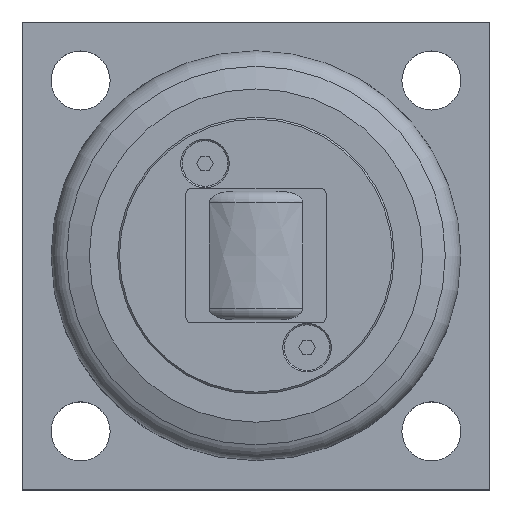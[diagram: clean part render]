
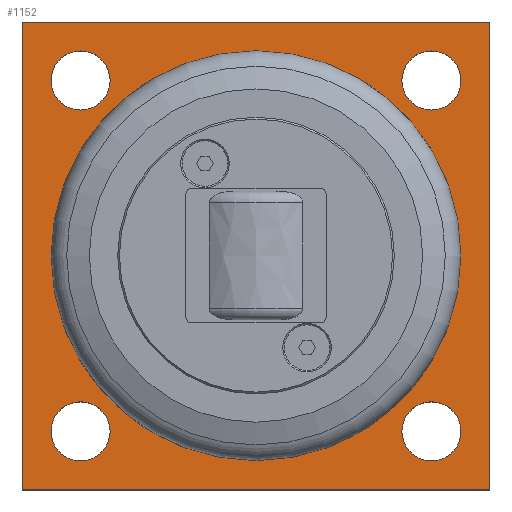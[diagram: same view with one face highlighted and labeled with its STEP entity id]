
A CAD part, top view. The second image highlights one B-rep face of the part: STEP entity #1152.
In plain terms, the highlighted planar face has unit normal (0, 0, 1).
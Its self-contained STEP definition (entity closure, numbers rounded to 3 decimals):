
#61=FACE_BOUND('',#256,.T.);
#62=FACE_BOUND('',#257,.T.);
#63=FACE_BOUND('',#258,.T.);
#64=FACE_BOUND('',#259,.T.);
#65=FACE_BOUND('',#260,.T.);
#109=CIRCLE('',#1271,23.5);
#110=CIRCLE('',#1272,5.053);
#111=CIRCLE('',#1273,5.053);
#112=CIRCLE('',#1274,5.053);
#113=CIRCLE('',#1275,5.053);
#114=CIRCLE('',#1276,5.053);
#115=CIRCLE('',#1277,5.053);
#116=CIRCLE('',#1278,5.053);
#117=CIRCLE('',#1279,5.053);
#184=FACE_OUTER_BOUND('',#255,.T.);
#255=EDGE_LOOP('',(#944,#945,#946,#947));
#256=EDGE_LOOP('',(#948));
#257=EDGE_LOOP('',(#949,#950));
#258=EDGE_LOOP('',(#951,#952));
#259=EDGE_LOOP('',(#953,#954));
#260=EDGE_LOOP('',(#955,#956));
#354=LINE('',#1957,#439);
#355=LINE('',#1959,#440);
#356=LINE('',#1961,#441);
#357=LINE('',#1962,#442);
#439=VECTOR('',#1544,10.);
#440=VECTOR('',#1545,10.);
#441=VECTOR('',#1546,10.);
#442=VECTOR('',#1547,10.);
#533=VERTEX_POINT('',#1955);
#534=VERTEX_POINT('',#1956);
#535=VERTEX_POINT('',#1958);
#536=VERTEX_POINT('',#1960);
#537=VERTEX_POINT('',#1963);
#538=VERTEX_POINT('',#1965);
#539=VERTEX_POINT('',#1966);
#540=VERTEX_POINT('',#1969);
#541=VERTEX_POINT('',#1970);
#542=VERTEX_POINT('',#1973);
#543=VERTEX_POINT('',#1974);
#544=VERTEX_POINT('',#1977);
#545=VERTEX_POINT('',#1978);
#681=EDGE_CURVE('',#533,#534,#354,.T.);
#682=EDGE_CURVE('',#535,#533,#355,.T.);
#683=EDGE_CURVE('',#536,#535,#356,.T.);
#684=EDGE_CURVE('',#534,#536,#357,.T.);
#685=EDGE_CURVE('',#537,#537,#109,.T.);
#686=EDGE_CURVE('',#538,#539,#110,.T.);
#687=EDGE_CURVE('',#539,#538,#111,.T.);
#688=EDGE_CURVE('',#540,#541,#112,.T.);
#689=EDGE_CURVE('',#541,#540,#113,.T.);
#690=EDGE_CURVE('',#542,#543,#114,.T.);
#691=EDGE_CURVE('',#543,#542,#115,.T.);
#692=EDGE_CURVE('',#544,#545,#116,.T.);
#693=EDGE_CURVE('',#545,#544,#117,.T.);
#944=ORIENTED_EDGE('',*,*,#681,.F.);
#945=ORIENTED_EDGE('',*,*,#682,.F.);
#946=ORIENTED_EDGE('',*,*,#683,.F.);
#947=ORIENTED_EDGE('',*,*,#684,.F.);
#948=ORIENTED_EDGE('',*,*,#685,.T.);
#949=ORIENTED_EDGE('',*,*,#686,.T.);
#950=ORIENTED_EDGE('',*,*,#687,.T.);
#951=ORIENTED_EDGE('',*,*,#688,.T.);
#952=ORIENTED_EDGE('',*,*,#689,.T.);
#953=ORIENTED_EDGE('',*,*,#690,.T.);
#954=ORIENTED_EDGE('',*,*,#691,.T.);
#955=ORIENTED_EDGE('',*,*,#692,.T.);
#956=ORIENTED_EDGE('',*,*,#693,.T.);
#1101=PLANE('',#1270);
#1152=ADVANCED_FACE('',(#184,#61,#62,#63,#64,#65),#1101,.T.);
#1270=AXIS2_PLACEMENT_3D('',#1954,#1542,#1543);
#1271=AXIS2_PLACEMENT_3D('',#1964,#1548,#1549);
#1272=AXIS2_PLACEMENT_3D('',#1967,#1550,#1551);
#1273=AXIS2_PLACEMENT_3D('',#1968,#1552,#1553);
#1274=AXIS2_PLACEMENT_3D('',#1971,#1554,#1555);
#1275=AXIS2_PLACEMENT_3D('',#1972,#1556,#1557);
#1276=AXIS2_PLACEMENT_3D('',#1975,#1558,#1559);
#1277=AXIS2_PLACEMENT_3D('',#1976,#1560,#1561);
#1278=AXIS2_PLACEMENT_3D('',#1979,#1562,#1563);
#1279=AXIS2_PLACEMENT_3D('',#1980,#1564,#1565);
#1542=DIRECTION('center_axis',(0.,0.,1.));
#1543=DIRECTION('ref_axis',(1.,0.,0.));
#1544=DIRECTION('',(0.,1.,0.));
#1545=DIRECTION('',(-1.,0.,0.));
#1546=DIRECTION('',(0.,-1.,0.));
#1547=DIRECTION('',(1.,0.,0.));
#1548=DIRECTION('center_axis',(0.,0.,-1.));
#1549=DIRECTION('ref_axis',(0.,-1.,0.));
#1550=DIRECTION('center_axis',(0.,0.,-1.));
#1551=DIRECTION('ref_axis',(1.,0.,0.));
#1552=DIRECTION('center_axis',(0.,0.,-1.));
#1553=DIRECTION('ref_axis',(1.,0.,0.));
#1554=DIRECTION('center_axis',(0.,0.,-1.));
#1555=DIRECTION('ref_axis',(1.,0.,0.));
#1556=DIRECTION('center_axis',(0.,0.,-1.));
#1557=DIRECTION('ref_axis',(1.,0.,0.));
#1558=DIRECTION('center_axis',(0.,0.,-1.));
#1559=DIRECTION('ref_axis',(1.,0.,0.));
#1560=DIRECTION('center_axis',(0.,0.,-1.));
#1561=DIRECTION('ref_axis',(1.,0.,0.));
#1562=DIRECTION('center_axis',(0.,0.,-1.));
#1563=DIRECTION('ref_axis',(1.,0.,0.));
#1564=DIRECTION('center_axis',(0.,0.,-1.));
#1565=DIRECTION('ref_axis',(1.,0.,0.));
#1954=CARTESIAN_POINT('Origin',(40.,40.,15.));
#1955=CARTESIAN_POINT('',(0.,0.,15.));
#1956=CARTESIAN_POINT('',(0.,80.,15.));
#1957=CARTESIAN_POINT('',(0.,80.,15.));
#1958=CARTESIAN_POINT('',(80.,0.,15.));
#1959=CARTESIAN_POINT('',(0.,0.,15.));
#1960=CARTESIAN_POINT('',(80.,80.,15.));
#1961=CARTESIAN_POINT('',(80.,0.,15.));
#1962=CARTESIAN_POINT('',(80.,80.,15.));
#1963=CARTESIAN_POINT('',(40.,63.5,15.));
#1964=CARTESIAN_POINT('Origin',(40.,40.,15.));
#1965=CARTESIAN_POINT('',(15.053,10.,15.));
#1966=CARTESIAN_POINT('',(4.947,10.,15.));
#1967=CARTESIAN_POINT('Origin',(10.,10.,15.));
#1968=CARTESIAN_POINT('Origin',(10.,10.,15.));
#1969=CARTESIAN_POINT('',(75.053,10.,15.));
#1970=CARTESIAN_POINT('',(64.947,10.,15.));
#1971=CARTESIAN_POINT('Origin',(70.,10.,15.));
#1972=CARTESIAN_POINT('Origin',(70.,10.,15.));
#1973=CARTESIAN_POINT('',(75.053,70.,15.));
#1974=CARTESIAN_POINT('',(64.947,70.,15.));
#1975=CARTESIAN_POINT('Origin',(70.,70.,15.));
#1976=CARTESIAN_POINT('Origin',(70.,70.,15.));
#1977=CARTESIAN_POINT('',(15.053,70.,15.));
#1978=CARTESIAN_POINT('',(4.947,70.,15.));
#1979=CARTESIAN_POINT('Origin',(10.,70.,15.));
#1980=CARTESIAN_POINT('Origin',(10.,70.,15.));
